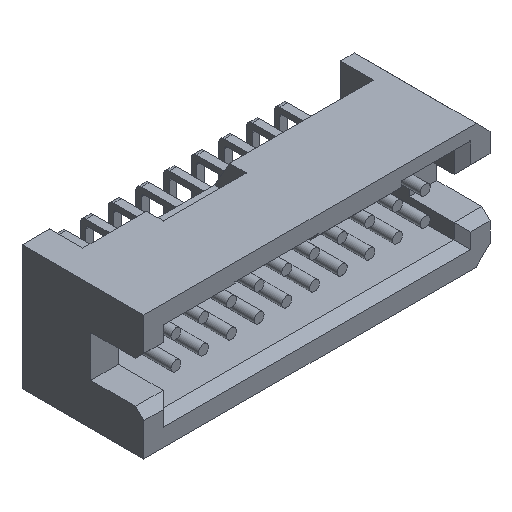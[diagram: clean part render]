
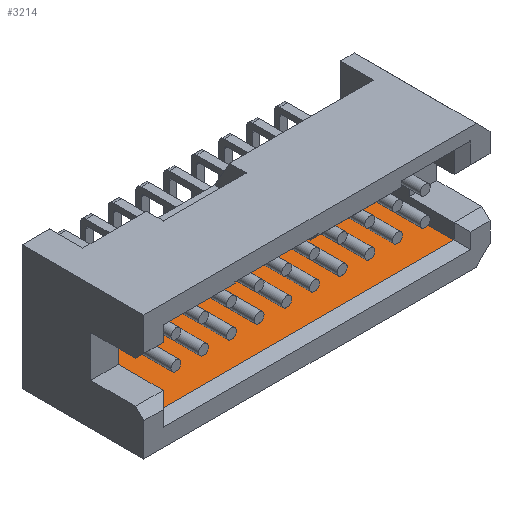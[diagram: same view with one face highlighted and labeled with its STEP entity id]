
A CAD part, isometric view. The second image highlights one B-rep face of the part: STEP entity #3214.
In plain terms, the highlighted planar face has unit normal (0, 0, 1).
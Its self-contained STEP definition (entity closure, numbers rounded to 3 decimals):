
#192 = PLANE('',#193);
#193 = AXIS2_PLACEMENT_3D('',#194,#195,#196);
#194 = CARTESIAN_POINT('',(6.668,-2.594,1.254));
#195 = DIRECTION('',(1.,0.,0.));
#196 = DIRECTION('',(0.,0.,1.));
#905 = VERTEX_POINT('',#906);
#906 = CARTESIAN_POINT('',(6.668,-2.594,1.254));
#920 = PLANE('',#921);
#921 = AXIS2_PLACEMENT_3D('',#922,#923,#924);
#922 = CARTESIAN_POINT('',(0.,-2.594,2.905));
#923 = DIRECTION('',(0.,-1.,0.));
#924 = DIRECTION('',(0.,0.,-1.));
#932 = EDGE_CURVE('',#905,#933,#935,.T.);
#933 = VERTEX_POINT('',#934);
#934 = CARTESIAN_POINT('',(6.668,-6.366,1.254));
#935 = SURFACE_CURVE('',#936,(#940,#947),.PCURVE_S1.);
#936 = LINE('',#937,#938);
#937 = CARTESIAN_POINT('',(6.668,-2.594,1.254));
#938 = VECTOR('',#939,1.);
#939 = DIRECTION('',(0.,-1.,0.));
#940 = PCURVE('',#192,#941);
#941 = DEFINITIONAL_REPRESENTATION('',(#942),#946);
#942 = LINE('',#943,#944);
#943 = CARTESIAN_POINT('',(0.,0.));
#944 = VECTOR('',#945,1.);
#945 = DIRECTION('',(0.,1.));
#946 = ( GEOMETRIC_REPRESENTATION_CONTEXT(2) 
PARAMETRIC_REPRESENTATION_CONTEXT() REPRESENTATION_CONTEXT('2D SPACE',''
  ) );
#947 = PCURVE('',#948,#953);
#948 = PLANE('',#949);
#949 = AXIS2_PLACEMENT_3D('',#950,#951,#952);
#950 = CARTESIAN_POINT('',(-6.668,-2.594,1.254));
#951 = DIRECTION('',(0.,0.,-1.));
#952 = DIRECTION('',(1.,0.,0.));
#953 = DEFINITIONAL_REPRESENTATION('',(#954),#958);
#954 = LINE('',#955,#956);
#955 = CARTESIAN_POINT('',(13.335,0.));
#956 = VECTOR('',#957,1.);
#957 = DIRECTION('',(0.,1.));
#958 = ( GEOMETRIC_REPRESENTATION_CONTEXT(2) 
PARAMETRIC_REPRESENTATION_CONTEXT() REPRESENTATION_CONTEXT('2D SPACE',''
  ) );
#1149 = PLANE('',#1150);
#1150 = AXIS2_PLACEMENT_3D('',#1151,#1152,#1153);
#1151 = CARTESIAN_POINT('',(-6.668,-6.366,1.254));
#1152 = DIRECTION('',(0.,-0.707,0.707));
#1153 = DIRECTION('',(0.,-0.707,
    -0.707));
#2420 = PLANE('',#2421);
#2421 = AXIS2_PLACEMENT_3D('',#2422,#2423,#2424);
#2422 = CARTESIAN_POINT('',(-6.668,-2.594,4.556));
#2423 = DIRECTION('',(-1.,0.,0.));
#2424 = DIRECTION('',(0.,0.,-1.));
#2552 = VERTEX_POINT('',#2553);
#2553 = CARTESIAN_POINT('',(-6.668,-2.594,1.254));
#2574 = EDGE_CURVE('',#2552,#905,#2575,.T.);
#2575 = SURFACE_CURVE('',#2576,(#2580,#2587),.PCURVE_S1.);
#2576 = LINE('',#2577,#2578);
#2577 = CARTESIAN_POINT('',(-6.668,-2.594,1.254));
#2578 = VECTOR('',#2579,1.);
#2579 = DIRECTION('',(1.,0.,0.));
#2580 = PCURVE('',#920,#2581);
#2581 = DEFINITIONAL_REPRESENTATION('',(#2582),#2586);
#2582 = LINE('',#2583,#2584);
#2583 = CARTESIAN_POINT('',(1.651,-6.668));
#2584 = VECTOR('',#2585,1.);
#2585 = DIRECTION('',(0.,1.));
#2586 = ( GEOMETRIC_REPRESENTATION_CONTEXT(2) 
PARAMETRIC_REPRESENTATION_CONTEXT() REPRESENTATION_CONTEXT('2D SPACE',''
  ) );
#2587 = PCURVE('',#948,#2588);
#2588 = DEFINITIONAL_REPRESENTATION('',(#2589),#2593);
#2589 = LINE('',#2590,#2591);
#2590 = CARTESIAN_POINT('',(0.,0.));
#2591 = VECTOR('',#2592,1.);
#2592 = DIRECTION('',(1.,0.));
#2593 = ( GEOMETRIC_REPRESENTATION_CONTEXT(2) 
PARAMETRIC_REPRESENTATION_CONTEXT() REPRESENTATION_CONTEXT('2D SPACE',''
  ) );
#3214 = ADVANCED_FACE('',(#3215),#948,.F.);
#3215 = FACE_BOUND('',#3216,.T.);
#3216 = EDGE_LOOP('',(#3217,#3240,#3241,#3242));
#3217 = ORIENTED_EDGE('',*,*,#3218,.T.);
#3218 = EDGE_CURVE('',#3219,#933,#3221,.T.);
#3219 = VERTEX_POINT('',#3220);
#3220 = CARTESIAN_POINT('',(-6.668,-6.366,1.254));
#3221 = SURFACE_CURVE('',#3222,(#3226,#3233),.PCURVE_S1.);
#3222 = LINE('',#3223,#3224);
#3223 = CARTESIAN_POINT('',(-6.668,-6.366,1.254));
#3224 = VECTOR('',#3225,1.);
#3225 = DIRECTION('',(1.,0.,0.));
#3226 = PCURVE('',#948,#3227);
#3227 = DEFINITIONAL_REPRESENTATION('',(#3228),#3232);
#3228 = LINE('',#3229,#3230);
#3229 = CARTESIAN_POINT('',(0.,3.772));
#3230 = VECTOR('',#3231,1.);
#3231 = DIRECTION('',(1.,0.));
#3232 = ( GEOMETRIC_REPRESENTATION_CONTEXT(2) 
PARAMETRIC_REPRESENTATION_CONTEXT() REPRESENTATION_CONTEXT('2D SPACE',''
  ) );
#3233 = PCURVE('',#1149,#3234);
#3234 = DEFINITIONAL_REPRESENTATION('',(#3235),#3239);
#3235 = LINE('',#3236,#3237);
#3236 = CARTESIAN_POINT('',(0.,0.));
#3237 = VECTOR('',#3238,1.);
#3238 = DIRECTION('',(0.,1.));
#3239 = ( GEOMETRIC_REPRESENTATION_CONTEXT(2) 
PARAMETRIC_REPRESENTATION_CONTEXT() REPRESENTATION_CONTEXT('2D SPACE',''
  ) );
#3240 = ORIENTED_EDGE('',*,*,#932,.F.);
#3241 = ORIENTED_EDGE('',*,*,#2574,.F.);
#3242 = ORIENTED_EDGE('',*,*,#3243,.T.);
#3243 = EDGE_CURVE('',#2552,#3219,#3244,.T.);
#3244 = SURFACE_CURVE('',#3245,(#3249,#3256),.PCURVE_S1.);
#3245 = LINE('',#3246,#3247);
#3246 = CARTESIAN_POINT('',(-6.668,-2.594,1.254));
#3247 = VECTOR('',#3248,1.);
#3248 = DIRECTION('',(0.,-1.,0.));
#3249 = PCURVE('',#948,#3250);
#3250 = DEFINITIONAL_REPRESENTATION('',(#3251),#3255);
#3251 = LINE('',#3252,#3253);
#3252 = CARTESIAN_POINT('',(0.,0.));
#3253 = VECTOR('',#3254,1.);
#3254 = DIRECTION('',(0.,1.));
#3255 = ( GEOMETRIC_REPRESENTATION_CONTEXT(2) 
PARAMETRIC_REPRESENTATION_CONTEXT() REPRESENTATION_CONTEXT('2D SPACE',''
  ) );
#3256 = PCURVE('',#2420,#3257);
#3257 = DEFINITIONAL_REPRESENTATION('',(#3258),#3262);
#3258 = LINE('',#3259,#3260);
#3259 = CARTESIAN_POINT('',(3.302,0.));
#3260 = VECTOR('',#3261,1.);
#3261 = DIRECTION('',(0.,1.));
#3262 = ( GEOMETRIC_REPRESENTATION_CONTEXT(2) 
PARAMETRIC_REPRESENTATION_CONTEXT() REPRESENTATION_CONTEXT('2D SPACE',''
  ) );
